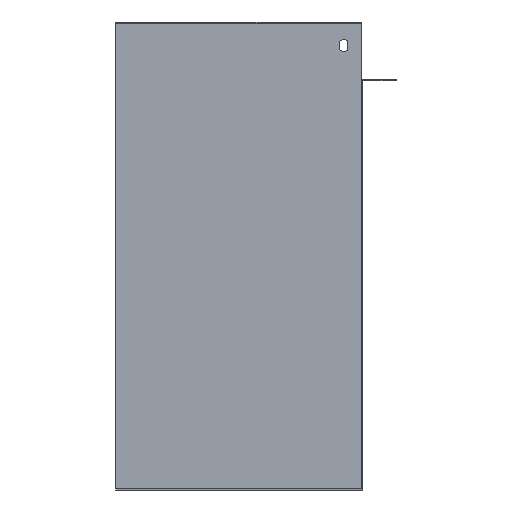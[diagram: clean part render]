
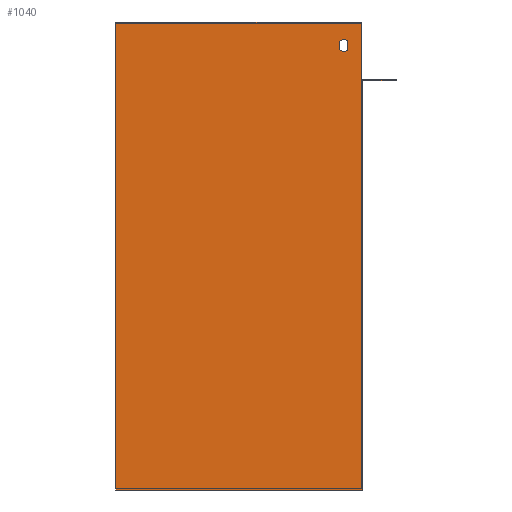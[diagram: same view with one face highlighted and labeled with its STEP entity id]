
A CAD part, left-side view. The second image highlights one B-rep face of the part: STEP entity #1040.
In plain terms, the highlighted planar face has unit normal (-1, 0, 0).
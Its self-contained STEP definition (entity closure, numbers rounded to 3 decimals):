
#8 = VERTEX_POINT ( 'NONE', #1057 ) ;
#11 = VERTEX_POINT ( 'NONE', #1055 ) ;
#19 = VERTEX_POINT ( 'NONE', #1066 ) ;
#25 = VERTEX_POINT ( 'NONE', #1076 ) ;
#29 = VERTEX_POINT ( 'NONE', #1394 ) ;
#110 = LINE ( 'NONE', #1301, #115 ) ;
#115 = VECTOR ( 'NONE', #1307, 1000. ) ;
#157 = LINE ( 'NONE', #1369, #160 ) ;
#160 = VECTOR ( 'NONE', #1370, 1000. ) ;
#181 = DIRECTION ( 'NONE',  ( 0., 0., -1. ) ) ;
#182 = DIRECTION ( 'NONE',  ( 0., -1., 0. ) ) ;
#254 = EDGE_LOOP ( 'NONE', ( #477, #482, #476, #471 ) ) ;
#279 = CARTESIAN_POINT ( 'NONE',  ( 0., 210., 1. ) ) ;
#281 = DIRECTION ( 'NONE',  ( 0., 0., -1. ) ) ;
#295 = CARTESIAN_POINT ( 'NONE',  ( 0., 210., 1. ) ) ;
#297 = PLANE ( 'NONE',  #910 ) ;
#299 = DIRECTION ( 'NONE',  ( 1., 0., 0. ) ) ;
#300 = DIRECTION ( 'NONE',  ( 0., 1., 0. ) ) ;
#467 = ORIENTED_EDGE ( 'NONE', *, *, #906, .F. ) ;
#468 = ORIENTED_EDGE ( 'NONE', *, *, #961, .F. ) ;
#469 = ORIENTED_EDGE ( 'NONE', *, *, #848, .F. ) ;
#470 = ORIENTED_EDGE ( 'NONE', *, *, #849, .F. ) ;
#471 = ORIENTED_EDGE ( 'NONE', *, *, #844, .T. ) ;
#472 = ORIENTED_EDGE ( 'NONE', *, *, #979, .T. ) ;
#473 = ORIENTED_EDGE ( 'NONE', *, *, #847, .T. ) ;
#474 = ORIENTED_EDGE ( 'NONE', *, *, #845, .T. ) ;
#475 = ORIENTED_EDGE ( 'NONE', *, *, #846, .F. ) ;
#476 = ORIENTED_EDGE ( 'NONE', *, *, #843, .T. ) ;
#477 = ORIENTED_EDGE ( 'NONE', *, *, #841, .T. ) ;
#482 = ORIENTED_EDGE ( 'NONE', *, *, #842, .T. ) ;
#524 = CIRCLE ( 'NONE', #836, 5. ) ;
#525 = LINE ( 'NONE', #1148, #528 ) ;
#527 = LINE ( 'NONE', #1157, #536 ) ;
#528 = VECTOR ( 'NONE', #1150, 1000. ) ;
#529 = LINE ( 'NONE', #1149, #531 ) ;
#530 = CIRCLE ( 'NONE', #835, 5. ) ;
#531 = VECTOR ( 'NONE', #1145, 1000. ) ;
#532 = LINE ( 'NONE', #1151, #534 ) ;
#533 = LINE ( 'NONE', #1156, #538 ) ;
#534 = VECTOR ( 'NONE', #1152, 1000. ) ;
#535 = LINE ( 'NONE', #1161, #542 ) ;
#536 = VECTOR ( 'NONE', #1162, 1000. ) ;
#537 = LINE ( 'NONE', #1165, #540 ) ;
#538 = VECTOR ( 'NONE', #1164, 1000. ) ;
#540 = VECTOR ( 'NONE', #181, 1000. ) ;
#542 = VECTOR ( 'NONE', #182, 1000. ) ;
#568 = VERTEX_POINT ( 'NONE', #1105 ) ;
#573 = VERTEX_POINT ( 'NONE', #1100 ) ;
#574 = VERTEX_POINT ( 'NONE', #1108 ) ;
#575 = VERTEX_POINT ( 'NONE', #1109 ) ;
#576 = VERTEX_POINT ( 'NONE', #1110 ) ;
#578 = VERTEX_POINT ( 'NONE', #1112 ) ;
#580 = VERTEX_POINT ( 'NONE', #1114 ) ;
#606 = EDGE_LOOP ( 'NONE', ( #472, #474, #475, #473, #469, #470, #468, #467 ) ) ;
#835 = AXIS2_PLACEMENT_3D ( 'NONE', #1158, #1159, #1160 ) ;
#836 = AXIS2_PLACEMENT_3D ( 'NONE', #1153, #1154, #1155 ) ;
#841 = EDGE_CURVE ( 'NONE', #568, #25, #525, .T. ) ;
#842 = EDGE_CURVE ( 'NONE', #25, #575, #524, .T. ) ;
#843 = EDGE_CURVE ( 'NONE', #575, #576, #529, .T. ) ;
#844 = EDGE_CURVE ( 'NONE', #576, #568, #530, .T. ) ;
#845 = EDGE_CURVE ( 'NONE', #29, #578, #532, .T. ) ;
#846 = EDGE_CURVE ( 'NONE', #574, #578, #527, .T. ) ;
#847 = EDGE_CURVE ( 'NONE', #574, #580, #533, .T. ) ;
#848 = EDGE_CURVE ( 'NONE', #573, #580, #537, .T. ) ;
#849 = EDGE_CURVE ( 'NONE', #11, #573, #535, .T. ) ;
#906 = EDGE_CURVE ( 'NONE', #19, #8, #110, .T. ) ;
#910 = AXIS2_PLACEMENT_3D ( 'NONE', #295, #299, #300 ) ;
#961 = EDGE_CURVE ( 'NONE', #8, #11, #157, .T. ) ;
#979 = EDGE_CURVE ( 'NONE', #19, #29, #1171, .T. ) ;
#1040 = ADVANCED_FACE ( 'NONE', ( #1178, #1185 ), #297, .F. ) ;
#1055 = CARTESIAN_POINT ( 'NONE',  ( 0., 0., -48. ) ) ;
#1057 = CARTESIAN_POINT ( 'NONE',  ( 0., 0., 1. ) ) ;
#1066 = CARTESIAN_POINT ( 'NONE',  ( 0., 210., 1. ) ) ;
#1076 = CARTESIAN_POINT ( 'NONE',  ( 0., 11.5, -22.571 ) ) ;
#1100 = CARTESIAN_POINT ( 'NONE',  ( 0., -30., -48. ) ) ;
#1105 = CARTESIAN_POINT ( 'NONE',  ( 0., 11.5, -15.429 ) ) ;
#1108 = CARTESIAN_POINT ( 'NONE',  ( 0., -1., -49. ) ) ;
#1109 = CARTESIAN_POINT ( 'NONE',  ( 0., 18.5, -22.571 ) ) ;
#1110 = CARTESIAN_POINT ( 'NONE',  ( 0., 18.5, -15.429 ) ) ;
#1112 = CARTESIAN_POINT ( 'NONE',  ( 0., -1., -399. ) ) ;
#1114 = CARTESIAN_POINT ( 'NONE',  ( 0., -30., -49. ) ) ;
#1145 = DIRECTION ( 'NONE',  ( 0., 0., 1. ) ) ;
#1148 = CARTESIAN_POINT ( 'NONE',  ( 0., 11.5, -15.429 ) ) ;
#1149 = CARTESIAN_POINT ( 'NONE',  ( 0., 18.5, -15.429 ) ) ;
#1150 = DIRECTION ( 'NONE',  ( 0., 0., -1. ) ) ;
#1151 = CARTESIAN_POINT ( 'NONE',  ( 0., 210., -399. ) ) ;
#1152 = DIRECTION ( 'NONE',  ( 0., -1., 0. ) ) ;
#1153 = CARTESIAN_POINT ( 'NONE',  ( 0., 15., -19. ) ) ;
#1154 = DIRECTION ( 'NONE',  ( 1., 0., 0. ) ) ;
#1155 = DIRECTION ( 'NONE',  ( 0., 0., -1. ) ) ;
#1156 = CARTESIAN_POINT ( 'NONE',  ( 0., 0., -49. ) ) ;
#1157 = CARTESIAN_POINT ( 'NONE',  ( 0., -1., -399. ) ) ;
#1158 = CARTESIAN_POINT ( 'NONE',  ( 0., 15., -19. ) ) ;
#1159 = DIRECTION ( 'NONE',  ( 1., 0., 0. ) ) ;
#1160 = DIRECTION ( 'NONE',  ( 0., 0., -1. ) ) ;
#1161 = CARTESIAN_POINT ( 'NONE',  ( 0., 0., -48. ) ) ;
#1162 = DIRECTION ( 'NONE',  ( 0., 0., -1. ) ) ;
#1164 = DIRECTION ( 'NONE',  ( 0., -1., 0. ) ) ;
#1165 = CARTESIAN_POINT ( 'NONE',  ( 0., -30., -48. ) ) ;
#1171 = LINE ( 'NONE', #279, #1175 ) ;
#1175 = VECTOR ( 'NONE', #281, 1000. ) ;
#1178 = FACE_BOUND ( 'NONE', #254, .T. ) ;
#1185 = FACE_OUTER_BOUND ( 'NONE', #606, .T. ) ;
#1301 = CARTESIAN_POINT ( 'NONE',  ( 0., 210., 1. ) ) ;
#1307 = DIRECTION ( 'NONE',  ( 0., -1., 0. ) ) ;
#1369 = CARTESIAN_POINT ( 'NONE',  ( 0., 0., 1. ) ) ;
#1370 = DIRECTION ( 'NONE',  ( 0., 0., -1. ) ) ;
#1394 = CARTESIAN_POINT ( 'NONE',  ( 0., 210., -399. ) ) ;
